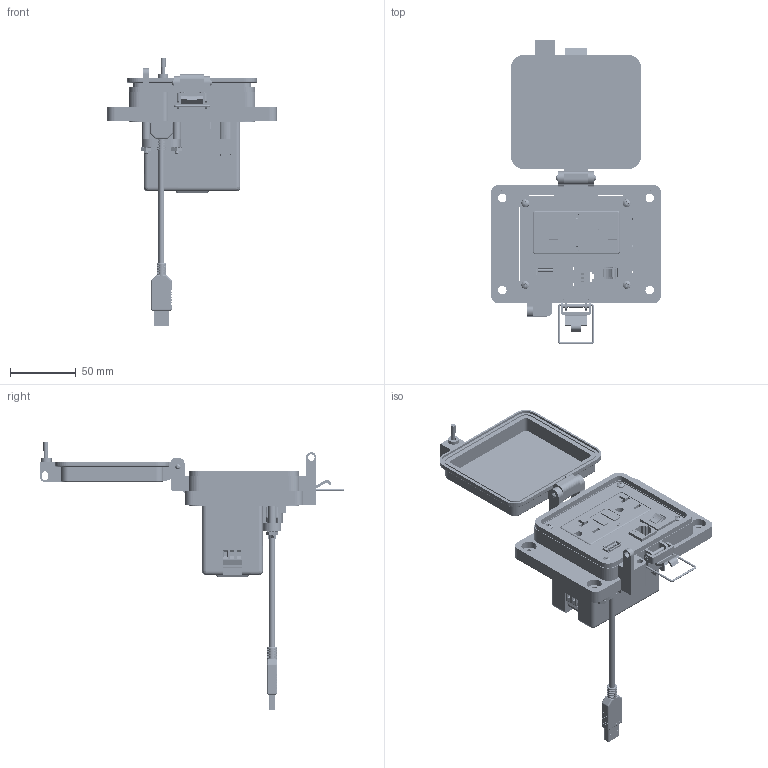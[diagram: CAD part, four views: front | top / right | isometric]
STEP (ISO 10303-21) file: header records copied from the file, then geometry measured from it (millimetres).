
FILE_DESCRIPTION (( 'STEP AP203' ), '1' );
FILE_NAME ('P-P11R2-K3RF10_3D.STEP', '2019-02-27T20:35:02', ( '' ), ( '' ), 'SwSTEP 2.0', 'SolidWorks 2018', '' );
FILE_SCHEMA (( 'CONFIG_CONTROL_DESIGN' ));
Length unit declared in the file: millimetre
Products named in the file (21): Z-200-OTLT-RIOF_RF; 632FH_1-3_4-IN; Z-200-OTLT-GFIH-1_sheared; Z-001-SPR_1-1_4; RF; Z-002-632516HN_90675A007; P-P11R2-K3RF10_BP180_1; Z-H-K3_B; P-P11R2-K3RF10_FP060_1; P-P11R2-K3RF10_TP060_2; -K3; Z-300-RJ45CAT5; Z-000-4243316TFP; 92005A124_METRIC PAN HEAD PHILLIPS MACHINE SCREW_92005A124; R2; Z-020-3047; P-P11R2-K3RF10_3D; Z-CB-SM; P11; CBX; P-P11R2-K3RF10_TP240_1
Assembly tree (26 placements, depth 3):
  P-P11R2-K3RF10_3D
    P-P11R2-K3RF10_BP180_1
    P-P11R2-K3RF10_TP060_2
    Z-000-4243316TFP
    P11
      Z-020-3047
    P-P11R2-K3RF10_TP240_1
    632FH_1-3_4-IN  x2
    Z-001-SPR_1-1_4  x2
    Z-002-632516HN_90675A007  x2
    P-P11R2-K3RF10_FP060_1
    R2
      Z-300-RJ45CAT5
    CBX
      Z-CB-SM
    RF
      Z-200-OTLT-RIOF_RF
      Z-200-OTLT-GFIH-1_sheared
    -K3
      Z-H-K3_B
    92005A124_METRIC PAN HEAD PHILLIPS MACHINE SCREW_92005A124  x4
Bounding box: 129 x 231.28 x 204.12 mm (x, y, z)
Volume: 305486.4 mm3; surface area: 193672.7 mm2
Topology: 54 solids, 54 shells, 4755 faces, 13319 edges, 8754 vertices
Faces by surface type: plane 2313, cylinder 1889, bspline 331, cone 148, torus 46, sphere 28
Entity records: 141626 total; most frequent: CARTESIAN_POINT 42335, ORIENTED_EDGE 21458, DIRECTION 18575, EDGE_CURVE 10729, VERTEX_POINT 7061, LINE 6973, VECTOR 6973, AXIS2_PLACEMENT_3D 5801
